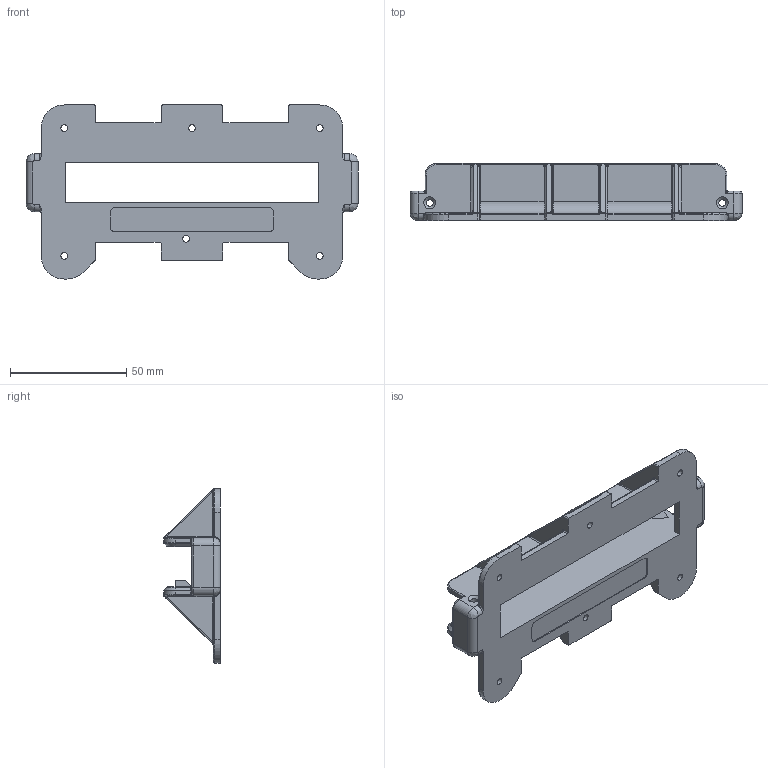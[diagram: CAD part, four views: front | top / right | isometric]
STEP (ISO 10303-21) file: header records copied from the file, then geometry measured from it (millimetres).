
FILE_DESCRIPTION(/* description */ (''),/* implementation_level */ '2;1');
FILE_NAME(/* name */ 'TinyNES_Cart_Latch_Body v10.step',/* time_stamp */ '2022-03-12T18:03:59-05:00',/* author */ (''),/* organization */ (''),/* preprocessor_version */ 'ST-DEVELOPER v18.1',/* originating_system */ 'Autodesk Translation Framework v10.13.0.1454',/* authorisation */ '');
FILE_SCHEMA (('AUTOMOTIVE_DESIGN { 1 0 10303 214 3 1 1 }'));
Products named in the file (1): TinyNES_Cart_Latch_Body
Bounding box: 143 x 24.5 x 75 mm (x, y, z)
Volume: 48594.3 mm3; surface area: 29712.5 mm2
Topology: 1 solids, 1 shells, 614 faces, 1526 edges, 914 vertices
Faces by surface type: bspline 233, cylinder 192, plane 116, torus 51, cone 12, sphere 10
Full cylindrical faces by diameter (mm): 2.9 x10
Entity records: 41096 total; most frequent: CARTESIAN_POINT 27555, ORIENTED_EDGE 3044, DIRECTION 2498, EDGE_CURVE 1522, AXIS2_PLACEMENT_3D 998, VERTEX_POINT 914, EDGE_LOOP 640, FACE_OUTER_BOUND 614
